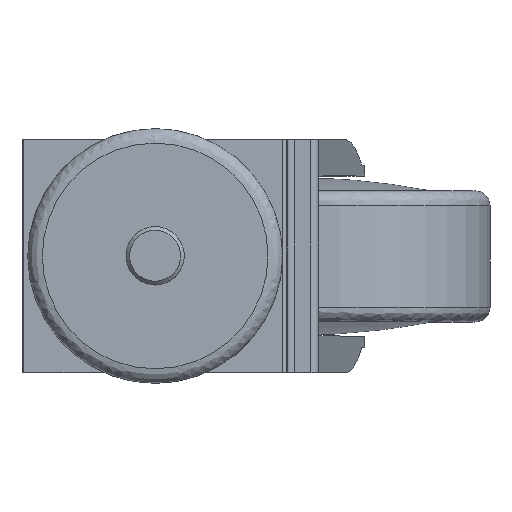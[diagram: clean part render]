
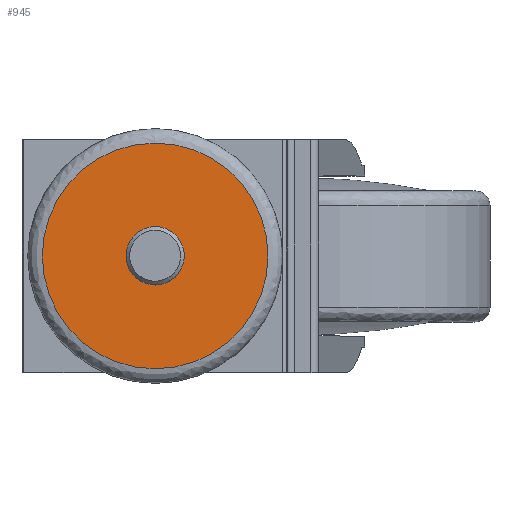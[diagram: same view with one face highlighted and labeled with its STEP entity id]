
A CAD part, top view. The second image highlights one B-rep face of the part: STEP entity #945.
In plain terms, the highlighted planar face has unit normal (0, 0, 1).
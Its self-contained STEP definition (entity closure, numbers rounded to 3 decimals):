
#887=CARTESIAN_POINT('',(0.0,15.5,0.));
#888=VERTEX_POINT('',#887);
#896=CARTESIAN_POINT('',(0.0,-15.5,0.));
#897=VERTEX_POINT('',#896);
#898=CARTESIAN_POINT('',(0.0,0.0,0.0));
#899=DIRECTION('',(0.0,0.,1.0));
#900=DIRECTION('',(0.0,1.0,0.));
#901=AXIS2_PLACEMENT_3D('',#898,#899,#900);
#902=CIRCLE('',#901,15.5);
#903=EDGE_CURVE('',#897,#888,#902,.T.);
#905=CARTESIAN_POINT('',(0.0,0.0,0.0));
#906=DIRECTION('',(0.0,0.,1.0));
#907=DIRECTION('',(0.0,1.0,0.));
#908=AXIS2_PLACEMENT_3D('',#905,#906,#907);
#909=CIRCLE('',#908,15.5);
#910=EDGE_CURVE('',#888,#897,#909,.T.);
#916=CARTESIAN_POINT('',(31.,31.,0.));
#917=DIRECTION('',(0.0,0.0,1.0));
#918=DIRECTION('',(-1.0,0.0,0.0));
#919=AXIS2_PLACEMENT_3D('',#916,#917,#918);
#920=PLANE('',#919);
#921=ORIENTED_EDGE('',*,*,#910,.T.);
#922=ORIENTED_EDGE('',*,*,#903,.T.);
#923=EDGE_LOOP('',(#921,#922));
#924=FACE_OUTER_BOUND('',#923,.T.);
#925=CARTESIAN_POINT('',(0.0,-4.,0.));
#926=VERTEX_POINT('',#925);
#927=CARTESIAN_POINT('',(0.0,4.,0.));
#928=VERTEX_POINT('',#927);
#929=CARTESIAN_POINT('',(0.0,0.0,0.0));
#930=DIRECTION('',(0.0,0.,1.0));
#931=DIRECTION('',(0.0,1.0,0.));
#932=AXIS2_PLACEMENT_3D('',#929,#930,#931);
#933=CIRCLE('',#932,4.);
#934=EDGE_CURVE('',#926,#928,#933,.T.);
#935=ORIENTED_EDGE('',*,*,#934,.F.);
#936=CARTESIAN_POINT('',(0.0,0.0,0.0));
#937=DIRECTION('',(0.0,0.,1.0));
#938=DIRECTION('',(0.0,1.0,0.));
#939=AXIS2_PLACEMENT_3D('',#936,#937,#938);
#940=CIRCLE('',#939,4.);
#941=EDGE_CURVE('',#928,#926,#940,.T.);
#942=ORIENTED_EDGE('',*,*,#941,.F.);
#943=EDGE_LOOP('',(#935,#942));
#944=FACE_BOUND('',#943,.T.);
#945=ADVANCED_FACE('',(#924,#944),#920,.T.);
